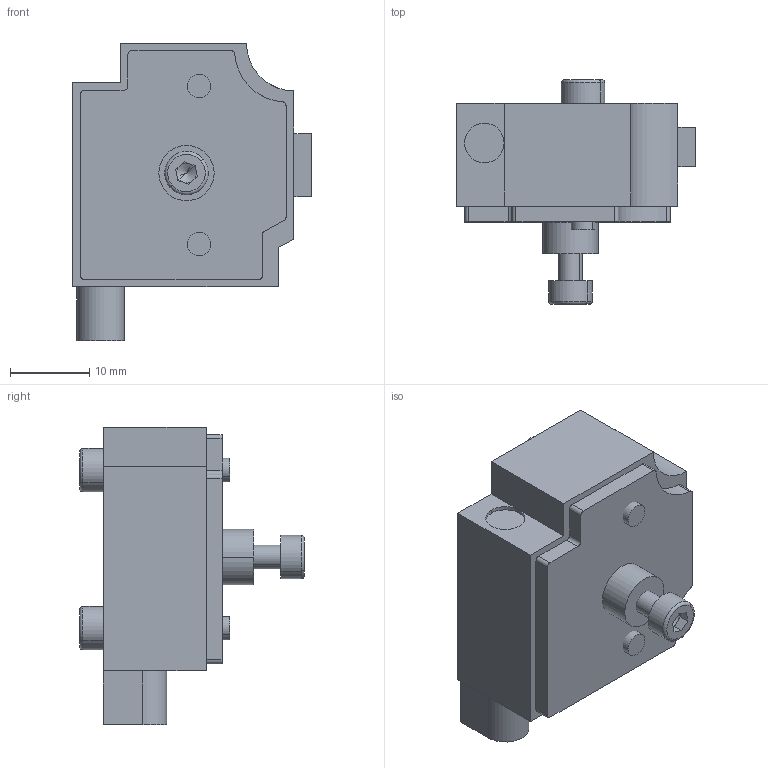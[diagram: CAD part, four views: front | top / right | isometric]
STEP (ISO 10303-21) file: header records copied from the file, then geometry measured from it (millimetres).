
FILE_DESCRIPTION(('FreeCAD Model'),'2;1');
FILE_NAME('runout_mod3.step','2023-11-18T17:29:28',('Author'),(''), 'Open CASCADE STEP processor 7.3','FreeCAD','Unknown');
FILE_SCHEMA(('AUTOMOTIVE_DESIGN { 1 0 10303 214 1 1 1 1 }'));
Length unit declared in the file: millimetre
Products named in the file (5): GB-T-70.1-20003x8_hexagon_socket_cap_screw022; JXHSV06P-07011-f_Material_Runout_Detection_Module; GB-T-70.1-2000-M3x16_hexagon_socket_head_cap_screw001; JXHSV06P-07010-b_Sensor_Mounting_Plate; GB-T-70.1-2000-M3x16_hexagon_socket_head_cap_screw
Bounding box: 30.2 x 28.4 x 37.6 mm (x, y, z)
Volume: 12189.2 mm3; surface area: 6090 mm2
Topology: 5 solids, 5 shells, 155 faces, 377 edges, 237 vertices
Faces by surface type: plane 97, cylinder 40, cone 12, torus 6
Entity records: 9827 total; most frequent: CARTESIAN_POINT 1914, DIRECTION 1477, LINE 881, VECTOR 881, ORIENTED_EDGE 738, PCURVE 738, DEFINITIONAL_REPRESENTATION 738, EDGE_CURVE 369
